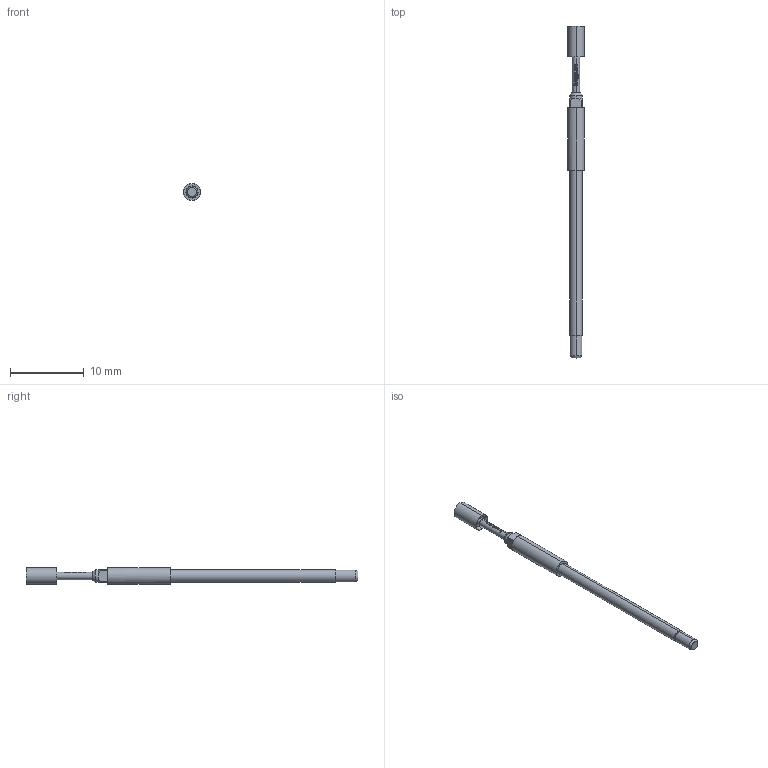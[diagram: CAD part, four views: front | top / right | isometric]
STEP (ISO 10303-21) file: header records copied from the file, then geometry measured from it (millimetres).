
FILE_DESCRIPTION (( 'STEP AP203' ), '1' );
FILE_NAME ('INGUN_GKS-112_006_230_A_xx10_M.STEP', '2022-01-19T13:14:57', ( 'ochi' ), ( '' ), 'SwSTEP 2.0', 'SolidWorks 2018', '' );
FILE_SCHEMA (( 'CONFIG_CONTROL_DESIGN' ));
Length unit declared in the file: millimetre
Products named in the file (1): INGUN_GKS-112_006_230_A_xx10_M
Bounding box: 2.3 x 45.1 x 2.3 mm (x, y, z)
Volume: 111.7 mm3; surface area: 279.3 mm2
Topology: 1 solids, 1 shells, 187 faces, 457 edges, 279 vertices
Faces by surface type: plane 111, cylinder 28, cone 24, bspline 22, torus 2
Entity records: 5770 total; most frequent: CARTESIAN_POINT 1640, ORIENTED_EDGE 914, DIRECTION 763, EDGE_CURVE 457, AXIS2_PLACEMENT_3D 290, VERTEX_POINT 279, EDGE_LOOP 194, FACE_OUTER_BOUND 187
